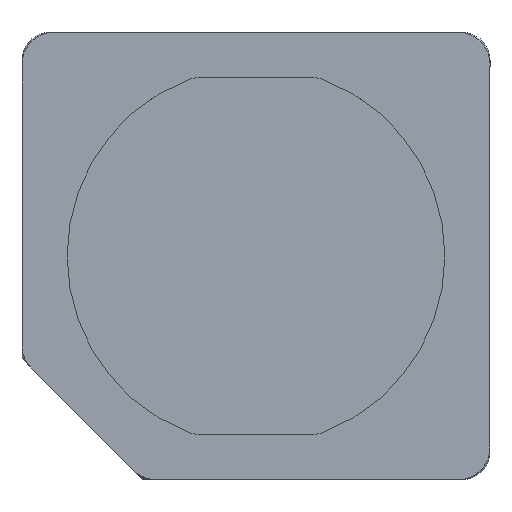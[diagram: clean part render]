
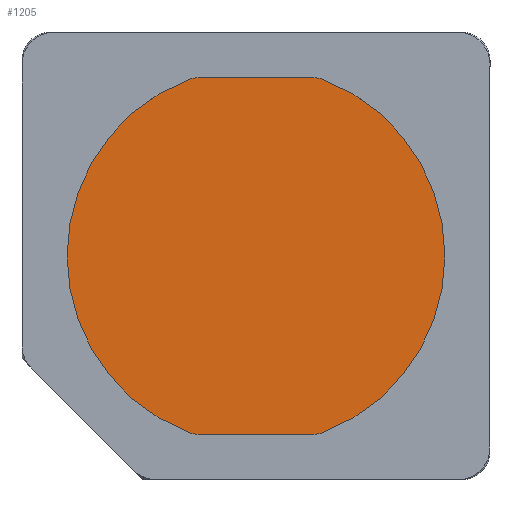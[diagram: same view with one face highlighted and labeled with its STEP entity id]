
A CAD part, top view. The second image highlights one B-rep face of the part: STEP entity #1205.
In plain terms, the highlighted planar face has unit normal (0, 0, 1).
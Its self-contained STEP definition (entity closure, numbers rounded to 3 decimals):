
#70=FACE_OUTER_BOUND('',#143,.T.);
#143=EDGE_LOOP('',(#899,#900,#901,#902,#903,#904,#905,#906));
#196=CIRCLE('',#1279,3.);
#199=CIRCLE('',#1284,3.);
#201=CIRCLE('',#1287,3.);
#202=CIRCLE('',#1290,3.);
#205=CIRCLE('',#1294,18.);
#219=CIRCLE('',#1319,18.);
#262=LINE('',#1822,#378);
#270=LINE('',#1846,#386);
#378=VECTOR('',#1431,10.);
#386=VECTOR('',#1453,10.);
#494=VERTEX_POINT('',#1812);
#495=VERTEX_POINT('',#1813);
#498=VERTEX_POINT('',#1821);
#501=VERTEX_POINT('',#1829);
#504=VERTEX_POINT('',#1836);
#505=VERTEX_POINT('',#1838);
#507=VERTEX_POINT('',#1844);
#508=VERTEX_POINT('',#1848);
#606=EDGE_CURVE('',#494,#495,#196,.T.);
#610=EDGE_CURVE('',#498,#494,#262,.T.);
#614=EDGE_CURVE('',#501,#498,#199,.T.);
#618=EDGE_CURVE('',#505,#504,#201,.T.);
#622=EDGE_CURVE('',#504,#507,#270,.T.);
#623=EDGE_CURVE('',#507,#508,#202,.T.);
#627=EDGE_CURVE('',#495,#505,#205,.T.);
#659=EDGE_CURVE('',#508,#501,#219,.T.);
#899=ORIENTED_EDGE('',*,*,#618,.T.);
#900=ORIENTED_EDGE('',*,*,#622,.T.);
#901=ORIENTED_EDGE('',*,*,#623,.T.);
#902=ORIENTED_EDGE('',*,*,#659,.T.);
#903=ORIENTED_EDGE('',*,*,#614,.T.);
#904=ORIENTED_EDGE('',*,*,#610,.T.);
#905=ORIENTED_EDGE('',*,*,#606,.T.);
#906=ORIENTED_EDGE('',*,*,#627,.T.);
#1153=PLANE('',#1326);
#1205=ADVANCED_FACE('',(#70),#1153,.T.);
#1279=AXIS2_PLACEMENT_3D('',#1814,#1423,#1424);
#1284=AXIS2_PLACEMENT_3D('',#1830,#1438,#1439);
#1287=AXIS2_PLACEMENT_3D('',#1839,#1446,#1447);
#1290=AXIS2_PLACEMENT_3D('',#1849,#1456,#1457);
#1294=AXIS2_PLACEMENT_3D('',#1855,#1465,#1466);
#1319=AXIS2_PLACEMENT_3D('',#1918,#1533,#1534);
#1326=AXIS2_PLACEMENT_3D('',#1939,#1554,#1555);
#1423=DIRECTION('center_axis',(0.,0.,
1.));
#1424=DIRECTION('ref_axis',(0.183,-0.983,0.));
#1431=DIRECTION('',(1.,0.,0.));
#1438=DIRECTION('center_axis',(0.,0.,
1.));
#1439=DIRECTION('ref_axis',(-0.183,-0.983,0.));
#1446=DIRECTION('center_axis',(0.,0.,
1.));
#1447=DIRECTION('ref_axis',(0.183,0.983,0.));
#1453=DIRECTION('',(-1.,0.,0.));
#1456=DIRECTION('center_axis',(0.,0.,
1.));
#1457=DIRECTION('ref_axis',(-0.183,0.983,0.));
#1465=DIRECTION('center_axis',(0.,0.,
1.));
#1466=DIRECTION('ref_axis',(-1.,0.,0.));
#1533=DIRECTION('center_axis',(0.,0.,
1.));
#1534=DIRECTION('ref_axis',(-1.,0.,0.));
#1554=DIRECTION('center_axis',(0.,0.,
1.));
#1555=DIRECTION('ref_axis',(1.,0.,0.));
#1812=CARTESIAN_POINT('',(5.385,-17.,2.6));
#1813=CARTESIAN_POINT('',(6.462,-16.8,2.6));
#1814=CARTESIAN_POINT('Origin',(5.385,-14.,2.6));
#1821=CARTESIAN_POINT('',(-5.385,-17.,2.6));
#1822=CARTESIAN_POINT('',(-2.958,-17.,2.6));
#1829=CARTESIAN_POINT('',(-6.462,-16.8,2.6));
#1830=CARTESIAN_POINT('Origin',(-5.385,-14.,2.6));
#1836=CARTESIAN_POINT('',(5.385,17.,2.6));
#1838=CARTESIAN_POINT('',(6.462,16.8,2.6));
#1839=CARTESIAN_POINT('Origin',(5.385,14.,2.6));
#1844=CARTESIAN_POINT('',(-5.385,17.,2.6));
#1846=CARTESIAN_POINT('',(2.958,17.,2.6));
#1848=CARTESIAN_POINT('',(-6.462,16.8,2.6));
#1849=CARTESIAN_POINT('Origin',(-5.385,14.,2.6));
#1855=CARTESIAN_POINT('Origin',(0.,0.,
2.6));
#1918=CARTESIAN_POINT('Origin',(0.,0.,
2.6));
#1939=CARTESIAN_POINT('Origin',(0.,0.,
2.6));
